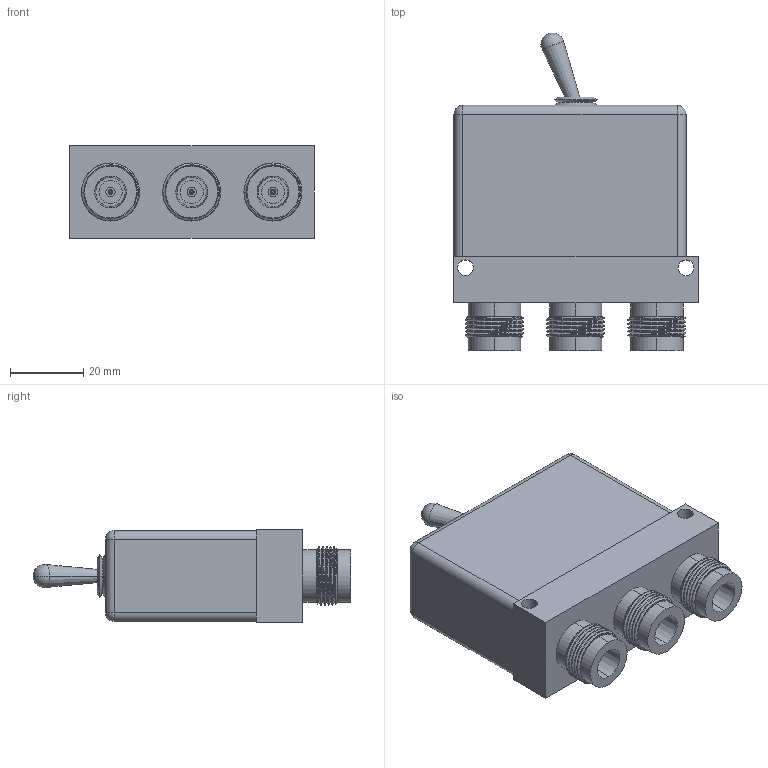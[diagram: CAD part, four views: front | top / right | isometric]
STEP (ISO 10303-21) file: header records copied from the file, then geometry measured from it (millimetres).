
FILE_DESCRIPTION (( 'STEP AP214' ), '1' );
FILE_NAME ('FMSM1002_3D.step', '2025-03-05T00:21:13', ( '' ), ( '' ), 'SwSTEP 2.0', 'SolidWorks 2022', '' );
FILE_SCHEMA (( 'AUTOMOTIVE_DESIGN' ));
Length unit declared in the file: inch
Products named in the file (1): FMSM1002_3D
Bounding box: 66.8 x 86.99 x 25.4 mm (x, y, z)
Volume: 91170.1 mm3; surface area: 17408.7 mm2
Topology: 1 solids, 1 shells, 167 faces, 396 edges, 243 vertices
Faces by surface type: cylinder 74, cone 46, plane 32, bspline 9, sphere 6
Entity records: 7823 total; most frequent: CARTESIAN_POINT 4164, ORIENTED_EDGE 762, DIRECTION 759, EDGE_CURVE 381, AXIS2_PLACEMENT_3D 311, VERTEX_POINT 240, EDGE_LOOP 195, FACE_OUTER_BOUND 167
